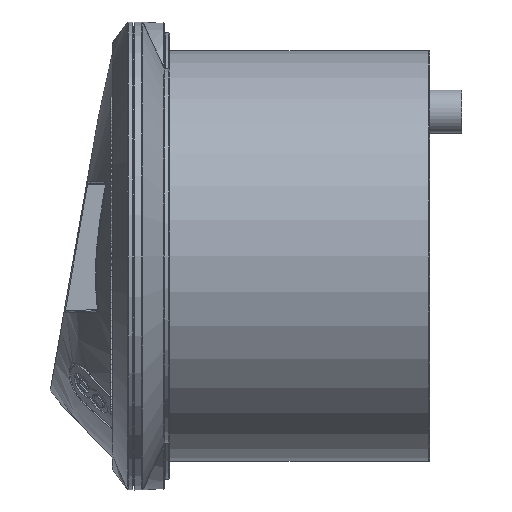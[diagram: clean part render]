
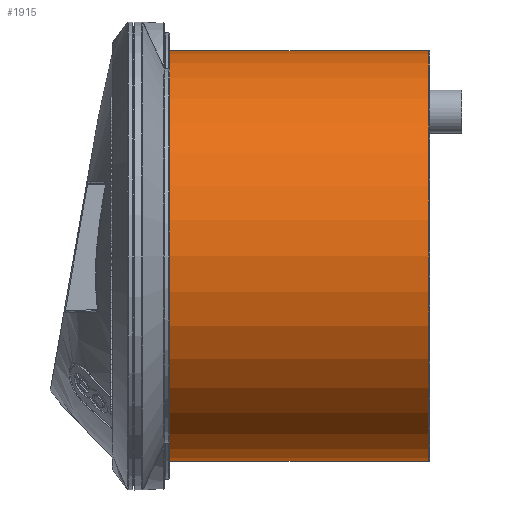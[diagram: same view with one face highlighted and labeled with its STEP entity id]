
A CAD part, left-side view. The second image highlights one B-rep face of the part: STEP entity #1915.
In plain terms, the highlighted cylindrical face has radius 39.5 mm (diameter 79 mm), a full revolution.
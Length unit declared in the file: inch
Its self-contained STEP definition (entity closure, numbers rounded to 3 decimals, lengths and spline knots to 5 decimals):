
#1854=CARTESIAN_POINT('',(0.0,-2.39567,-1.55512));
#1855=VERTEX_POINT('',#1854);
#1856=CARTESIAN_POINT('',(0.0,-2.39567,0.));
#1857=DIRECTION('',(0.0,-1.0,0.0));
#1858=DIRECTION('',(0.0,0.0,-1.0));
#1859=AXIS2_PLACEMENT_3D('',#1856,#1857,#1858);
#1860=CIRCLE('',#1859,1.55512);
#1861=EDGE_CURVE('',#1855,#1855,#1860,.T.);
#1896=CARTESIAN_POINT('',(0.0,-2.30315,0.));
#1897=DIRECTION('',(0.0,1.0,0.0));
#1898=DIRECTION('',(0.0,0.0,1.0));
#1899=AXIS2_PLACEMENT_3D('',#1896,#1897,#1898);
#1900=CYLINDRICAL_SURFACE('',#1899,1.55512);
#1901=CARTESIAN_POINT('',(0.0,-0.43504,1.55512));
#1902=VERTEX_POINT('',#1901);
#1903=CARTESIAN_POINT('',(0.0,-0.43504,0.));
#1904=DIRECTION('',(0.0,-1.0,0.0));
#1905=DIRECTION('',(0.0,0.0,1.0));
#1906=AXIS2_PLACEMENT_3D('',#1903,#1904,#1905);
#1907=CIRCLE('',#1906,1.55512);
#1908=EDGE_CURVE('',#1902,#1902,#1907,.T.);
#1909=ORIENTED_EDGE('',*,*,#1908,.T.);
#1910=EDGE_LOOP('',(#1909));
#1911=FACE_OUTER_BOUND('',#1910,.T.);
#1912=ORIENTED_EDGE('',*,*,#1861,.F.);
#1913=EDGE_LOOP('',(#1912));
#1914=FACE_BOUND('',#1913,.T.);
#1915=ADVANCED_FACE('',(#1911,#1914),#1900,.T.);
